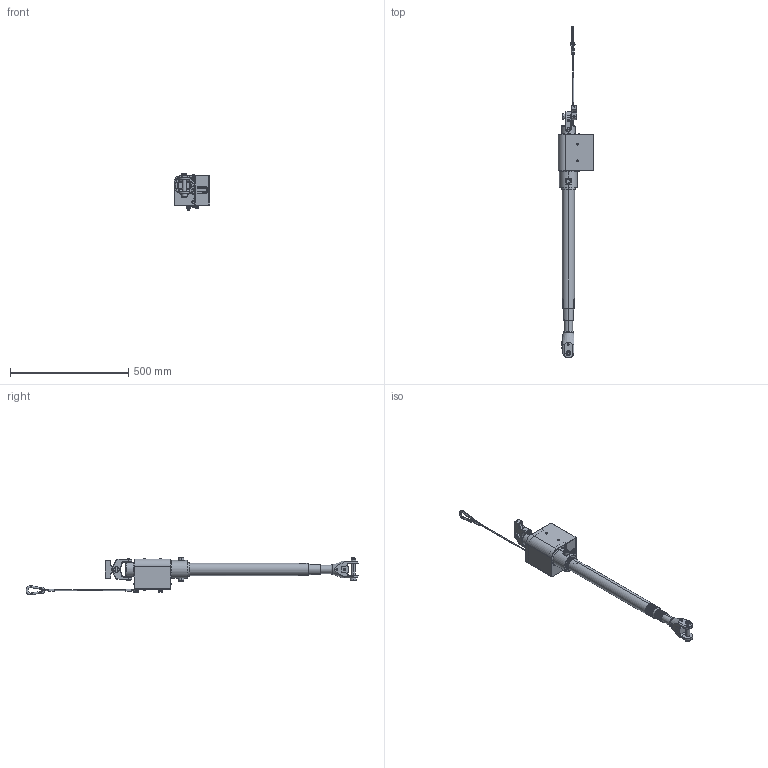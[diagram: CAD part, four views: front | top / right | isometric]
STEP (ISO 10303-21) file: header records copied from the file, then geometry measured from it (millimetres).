
FILE_DESCRIPTION((''),'2;1');
FILE_NAME('4390152675_DIM_ASM','2019-12-31T08:17:52',('INEextrab'),(''),'CREO PARAMETRIC BY PTC INC, 2018100','CREO PARAMETRIC BY PTC INC, 2018100','');
FILE_SCHEMA(('AP242_MANAGED_MODEL_BASED_3D_ENGINEERING_MIM_LF { 1 0 10303 442 1 1 4 }'));
Products named in the file (8): EXT_COMP_SW0005; 4390152609; 4390152611; 0108333200; 0196155291; 0211132500; 0215001105; 4390152675_DIM_ASM
Assembly tree (18 placements, depth 2):
  4390152675_DIM_ASM
    EXT_COMP_SW0005
    4390152609
    4390152611
    0108333200
    0196155291  x4
    0211132500  x4
    0215001105  x6
Bounding box: 151.5 x 1405.01 x 160.72 mm (x, y, z)
Volume: 1519212.6 mm3; surface area: 844186.7 mm2
Topology: 24 solids, 26 shells, 1595 faces, 4067 edges, 2555 vertices
Faces by surface type: plane 667, cylinder 539, cone 156, torus 111, bspline 102, sphere 18, extrusion 2
Entity records: 397402 total; most frequent: CARTESIAN_POINT 356311, ORIENTED_EDGE 7194, DIRECTION 6653, EDGE_CURVE 3597, AXIS2_PLACEMENT_3D 2475, VERTEX_POINT 2275, VECTOR 1703, LINE 1701
